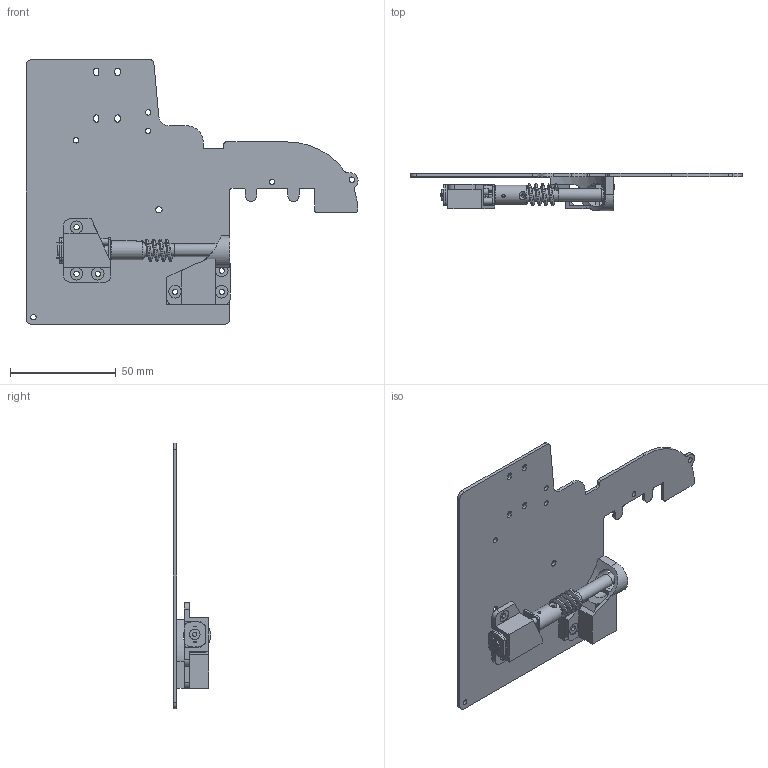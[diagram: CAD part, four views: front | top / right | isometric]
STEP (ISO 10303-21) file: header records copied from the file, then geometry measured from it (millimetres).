
FILE_DESCRIPTION(('FreeCAD Model'),'2;1');
FILE_NAME( 'test.step', '2021-01-20T10:21:27',('Author'),(''), 'Open CASCADE STEP processor 7.3','FreeCAD','Unknown');
FILE_SCHEMA(('AUTOMOTIVE_DESIGN { 1 0 10303 214 1 1 1 1 }'));
Length unit declared in the file: millimetre
Products named in the file (6): sproc_top_horizontal; N20_SprocketHorizontal; Worm_Long; WormLagerHolder; PCB_NEW; sproc_top_vertical
Bounding box: 156.63 x 17.62 x 125.2 mm (x, y, z)
Volume: 30323 mm3; surface area: 36277 mm2
Topology: 26 solids, 26 shells, 409 faces, 1005 edges, 675 vertices
Faces by surface type: plane 243, cylinder 145, bspline 20, torus 1
Full cylindrical faces by diameter (mm): 0.4 x11, 1 x4, 1.5 x3, 2 x4, 2.2 x2, 2.5 x10, 2.52 x3, 2.6 x2, 3 x7, 3.9 x1, 5 x3, 5.9 x6, 6 x1, 9 x1, 11.1 x1
Entity records: 30172 total; most frequent: CARTESIAN_POINT 9662, DIRECTION 3772, ORIENTED_EDGE 2010, PCURVE 2010, DEFINITIONAL_REPRESENTATION 2010, LINE 1934, VECTOR 1934, EDGE_CURVE 1005
